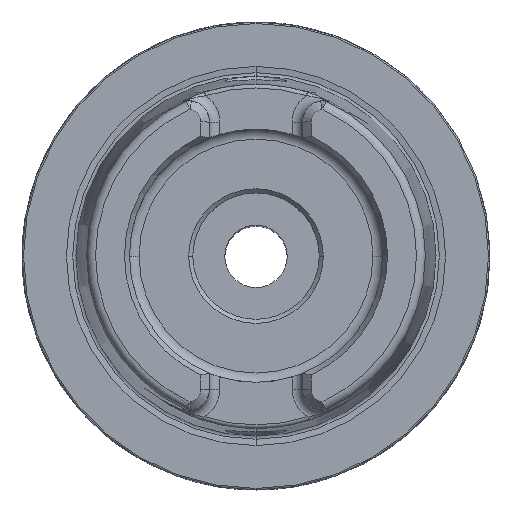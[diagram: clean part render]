
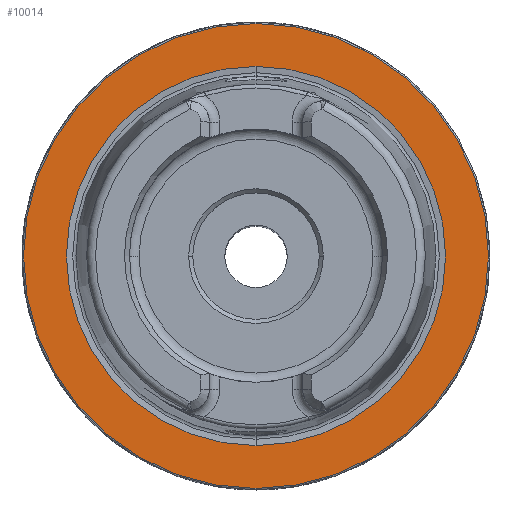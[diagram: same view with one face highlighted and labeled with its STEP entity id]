
A CAD part, top view. The second image highlights one B-rep face of the part: STEP entity #10014.
In plain terms, the highlighted planar face has unit normal (0, 0, 1).
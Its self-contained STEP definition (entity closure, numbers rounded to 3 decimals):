
#466 = VERTEX_POINT ( 'NONE', #4076 ) ;
#713 = ORIENTED_EDGE ( 'NONE', *, *, #8126, .T. ) ;
#809 = CARTESIAN_POINT ( 'NONE',  ( 0., 0., 0. ) ) ;
#1072 = ORIENTED_EDGE ( 'NONE', *, *, #2983, .T. ) ;
#1258 = CIRCLE ( 'NONE', #7644, 31.27 ) ;
#1286 = EDGE_LOOP ( 'NONE', ( #1072, #8310 ) ) ;
#1422 = ORIENTED_EDGE ( 'NONE', *, *, #6961, .T. ) ;
#2383 = CARTESIAN_POINT ( 'NONE',  ( 0., 31.27, 0. ) ) ;
#2580 = FACE_OUTER_BOUND ( 'NONE', #9859, .T. ) ;
#2620 = PLANE ( 'NONE',  #7958 ) ;
#2983 = EDGE_CURVE ( 'NONE', #466, #10310, #4534, .T. ) ;
#3279 = CARTESIAN_POINT ( 'NONE',  ( 0., 0., 0. ) ) ;
#3516 = DIRECTION ( 'NONE',  ( 0., 0., 1. ) ) ;
#3517 = DIRECTION ( 'NONE',  ( 0., 0., 1. ) ) ;
#3827 = AXIS2_PLACEMENT_3D ( 'NONE', #8686, #3516, #9518 ) ;
#4076 = CARTESIAN_POINT ( 'NONE',  ( 0., -25.5, 0. ) ) ;
#4166 = DIRECTION ( 'NONE',  ( 0., -1., 0. ) ) ;
#4287 = EDGE_CURVE ( 'NONE', #10310, #466, #11065, .T. ) ;
#4534 = CIRCLE ( 'NONE', #5099, 25.5 ) ;
#4560 = VERTEX_POINT ( 'NONE', #2383 ) ;
#4956 = CARTESIAN_POINT ( 'NONE',  ( 0., 0., 0. ) ) ;
#5099 = AXIS2_PLACEMENT_3D ( 'NONE', #809, #5956, #5139 ) ;
#5139 = DIRECTION ( 'NONE',  ( 0., 1., 0. ) ) ;
#5579 = CARTESIAN_POINT ( 'NONE',  ( 0., 25.5, 0. ) ) ;
#5796 = DIRECTION ( 'NONE',  ( 0., 1., 0. ) ) ;
#5956 = DIRECTION ( 'NONE',  ( 0., 0., -1. ) ) ;
#6018 = CARTESIAN_POINT ( 'NONE',  ( 0., -31.27, 0. ) ) ;
#6961 = EDGE_CURVE ( 'NONE', #7184, #4560, #1258, .T. ) ;
#7184 = VERTEX_POINT ( 'NONE', #6018 ) ;
#7644 = AXIS2_PLACEMENT_3D ( 'NONE', #3279, #9292, #4166 ) ;
#7715 = AXIS2_PLACEMENT_3D ( 'NONE', #4956, #10937, #5796 ) ;
#7958 = AXIS2_PLACEMENT_3D ( 'NONE', #8687, #3517, #9519 ) ;
#8126 = EDGE_CURVE ( 'NONE', #4560, #7184, #9576, .T. ) ;
#8310 = ORIENTED_EDGE ( 'NONE', *, *, #4287, .T. ) ;
#8686 = CARTESIAN_POINT ( 'NONE',  ( 0., 0., 0. ) ) ;
#8687 = CARTESIAN_POINT ( 'NONE',  ( 0., 31.47, 0. ) ) ;
#9152 = FACE_BOUND ( 'NONE', #1286, .T. ) ;
#9292 = DIRECTION ( 'NONE',  ( 0., 0., 1. ) ) ;
#9518 = DIRECTION ( 'NONE',  ( 0., -1., 0. ) ) ;
#9519 = DIRECTION ( 'NONE',  ( 0., -1., 0. ) ) ;
#9576 = CIRCLE ( 'NONE', #3827, 31.27 ) ;
#9859 = EDGE_LOOP ( 'NONE', ( #1422, #713 ) ) ;
#10014 = ADVANCED_FACE ( 'NONE', ( #2580, #9152 ), #2620, .T. ) ;
#10310 = VERTEX_POINT ( 'NONE', #5579 ) ;
#10937 = DIRECTION ( 'NONE',  ( 0., 0., -1. ) ) ;
#11065 = CIRCLE ( 'NONE', #7715, 25.5 ) ;
